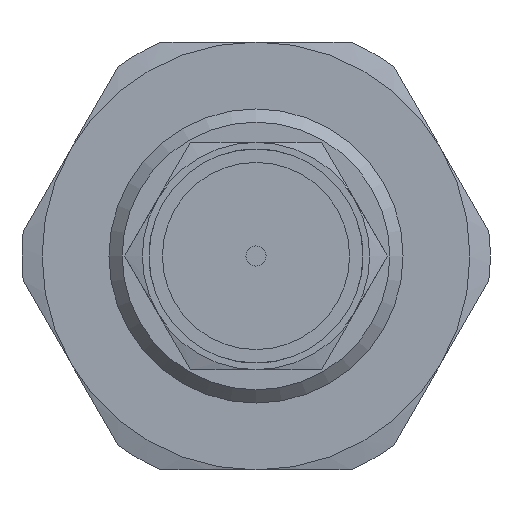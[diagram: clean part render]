
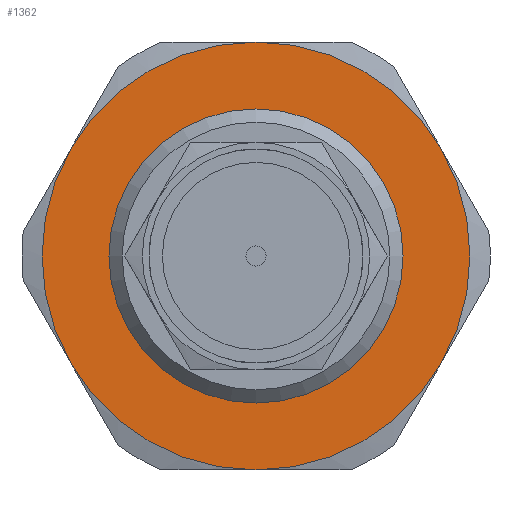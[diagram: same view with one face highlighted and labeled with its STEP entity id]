
A CAD part, left-side view. The second image highlights one B-rep face of the part: STEP entity #1362.
In plain terms, the highlighted planar face has unit normal (-1, 0, 0).
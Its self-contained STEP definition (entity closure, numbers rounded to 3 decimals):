
#21=PLANE('',#1520);
#404=ORIENTED_EDGE('',*,*,#771,.F.);
#405=ORIENTED_EDGE('',*,*,#667,.F.);
#406=ORIENTED_EDGE('',*,*,#671,.F.);
#407=ORIENTED_EDGE('',*,*,#675,.F.);
#408=ORIENTED_EDGE('',*,*,#661,.F.);
#409=ORIENTED_EDGE('',*,*,#663,.F.);
#410=ORIENTED_EDGE('',*,*,#768,.T.);
#661=EDGE_CURVE('',#855,#856,#978,.T.);
#663=EDGE_CURVE('',#857,#855,#979,.T.);
#667=EDGE_CURVE('',#860,#861,#981,.T.);
#671=EDGE_CURVE('',#864,#860,#983,.T.);
#675=EDGE_CURVE('',#856,#864,#985,.T.);
#768=EDGE_CURVE('',#926,#926,#1020,.T.);
#771=EDGE_CURVE('',#861,#857,#1023,.T.);
#855=VERTEX_POINT('',#2074);
#856=VERTEX_POINT('',#2076);
#857=VERTEX_POINT('',#2083);
#860=VERTEX_POINT('',#2097);
#861=VERTEX_POINT('',#2098);
#864=VERTEX_POINT('',#2112);
#926=VERTEX_POINT('',#2402);
#978=CIRCLE('',#1442,16.);
#979=CIRCLE('',#1444,16.);
#981=CIRCLE('',#1447,16.);
#983=CIRCLE('',#1450,16.);
#985=CIRCLE('',#1453,16.);
#1020=CIRCLE('',#1516,11.);
#1023=CIRCLE('',#1521,16.);
#1095=EDGE_LOOP('',(#404,#405,#406,#407,#408,#409));
#1096=EDGE_LOOP('',(#410));
#1221=FACE_BOUND('',#1095,.T.);
#1222=FACE_BOUND('',#1096,.T.);
#1362=ADVANCED_FACE('',(#1221,#1222),#21,.F.);
#1442=AXIS2_PLACEMENT_3D('',#2075,#1622,#1623);
#1444=AXIS2_PLACEMENT_3D('',#2082,#1626,#1627);
#1447=AXIS2_PLACEMENT_3D('',#2096,#1632,#1633);
#1450=AXIS2_PLACEMENT_3D('',#2111,#1638,#1639);
#1453=AXIS2_PLACEMENT_3D('',#2125,#1644,#1645);
#1516=AXIS2_PLACEMENT_3D('',#2401,#1796,#1797);
#1520=AXIS2_PLACEMENT_3D('',#2408,#1804,#1805);
#1521=AXIS2_PLACEMENT_3D('',#2409,#1806,#1807);
#1622=DIRECTION('',(1.,0.,0.));
#1623=DIRECTION('',(0.,0.,-1.));
#1626=DIRECTION('',(1.,0.,0.));
#1627=DIRECTION('',(0.,0.,-1.));
#1632=DIRECTION('',(1.,0.,0.));
#1633=DIRECTION('',(0.,0.,-1.));
#1638=DIRECTION('',(1.,0.,0.));
#1639=DIRECTION('',(0.,0.,-1.));
#1644=DIRECTION('',(1.,0.,0.));
#1645=DIRECTION('',(0.,0.,-1.));
#1796=DIRECTION('',(1.,0.,0.));
#1797=DIRECTION('',(0.,0.,-1.));
#1804=DIRECTION('',(1.,0.,0.));
#1805=DIRECTION('',(0.,0.,-1.));
#1806=DIRECTION('',(1.,0.,0.));
#1807=DIRECTION('',(0.,0.,-1.));
#2074=CARTESIAN_POINT('',(28.5,0.,16.));
#2075=CARTESIAN_POINT('',(28.5,0.,0.));
#2076=CARTESIAN_POINT('',(28.5,-13.856,8.));
#2082=CARTESIAN_POINT('',(28.5,0.,0.));
#2083=CARTESIAN_POINT('',(28.5,13.856,8.));
#2096=CARTESIAN_POINT('',(28.5,0.,0.));
#2097=CARTESIAN_POINT('',(28.5,0.,-16.));
#2098=CARTESIAN_POINT('',(28.5,13.856,-8.));
#2111=CARTESIAN_POINT('',(28.5,0.,0.));
#2112=CARTESIAN_POINT('',(28.5,-13.856,-8.));
#2125=CARTESIAN_POINT('',(28.5,0.,0.));
#2401=CARTESIAN_POINT('',(28.5,0.,0.));
#2402=CARTESIAN_POINT('',(28.5,0.,-11.));
#2408=CARTESIAN_POINT('',(28.5,0.,0.));
#2409=CARTESIAN_POINT('',(28.5,0.,0.));
